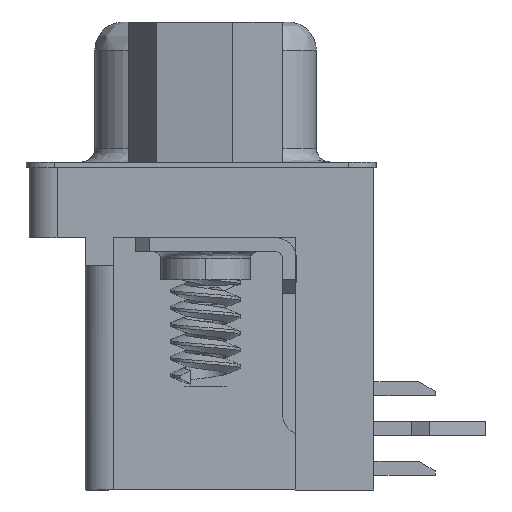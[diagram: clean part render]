
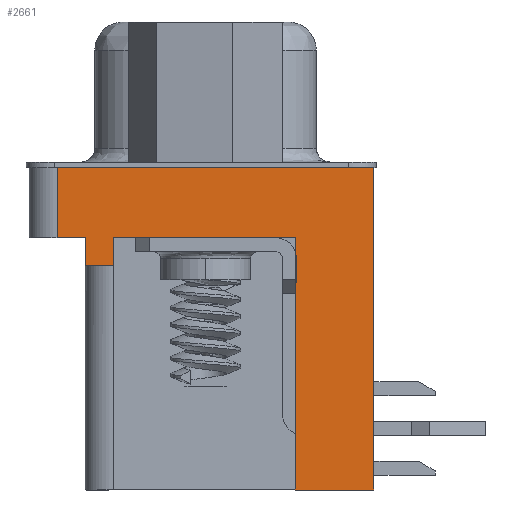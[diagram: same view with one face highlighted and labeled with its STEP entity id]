
A CAD part, left-side view. The second image highlights one B-rep face of the part: STEP entity #2661.
In plain terms, the highlighted planar face has unit normal (-1, 0, 0).
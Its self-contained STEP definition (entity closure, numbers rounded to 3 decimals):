
#2054 = VERTEX_POINT ( 'NONE', #13320 ) ;
#2206 = CARTESIAN_POINT ( 'NONE',  ( -15.15, 4.15, -2.7 ) ) ;
#2661 = ADVANCED_FACE ( 'NONE', ( #24911 ), #3792, .T. ) ;
#2696 = VECTOR ( 'NONE', #11178, 1000. ) ;
#3213 = CARTESIAN_POINT ( 'NONE',  ( -15.15, 5.15, -0.2 ) ) ;
#3509 = CARTESIAN_POINT ( 'NONE',  ( -15.15, -6.15, -11.7 ) ) ;
#3559 = EDGE_CURVE ( 'NONE', #23551, #2054, #21050, .T. ) ;
#3792 = PLANE ( 'NONE',  #33062 ) ;
#3816 = CARTESIAN_POINT ( 'NONE',  ( -15.15, 5.15, -2.7 ) ) ;
#3854 = LINE ( 'NONE', #32249, #20863 ) ;
#5580 = VERTEX_POINT ( 'NONE', #21549 ) ;
#6079 = VECTOR ( 'NONE', #33116, 1000. ) ;
#7302 = EDGE_CURVE ( 'NONE', #20422, #23362, #36032, .T. ) ;
#7811 = EDGE_LOOP ( 'NONE', ( #32684, #34259, #33975, #9134, #23301, #20901, #29552, #35676, #20162, #27707, #19237 ) ) ;
#8474 = VERTEX_POINT ( 'NONE', #20645 ) ;
#8888 = CARTESIAN_POINT ( 'NONE',  ( -15.15, 5.25, -0.2 ) ) ;
#9114 = LINE ( 'NONE', #30288, #6079 ) ;
#9134 = ORIENTED_EDGE ( 'NONE', *, *, #7302, .T. ) ;
#9383 = DIRECTION ( 'NONE',  ( 0., 1., 0. ) ) ;
#9501 = CARTESIAN_POINT ( 'NONE',  ( -15.15, 3.15, -3.7 ) ) ;
#10063 = VECTOR ( 'NONE', #18922, 1000. ) ;
#10073 = LINE ( 'NONE', #27796, #2696 ) ;
#10170 = VECTOR ( 'NONE', #24619, 1000. ) ;
#10968 = DIRECTION ( 'NONE',  ( 0., 0., -1. ) ) ;
#11178 = DIRECTION ( 'NONE',  ( 0., 0., -1. ) ) ;
#11385 = LINE ( 'NONE', #16113, #10063 ) ;
#11662 = VECTOR ( 'NONE', #19886, 1000. ) ;
#11936 = EDGE_CURVE ( 'NONE', #29165, #8474, #9114, .T. ) ;
#12217 = LINE ( 'NONE', #12766, #35873 ) ;
#12416 = EDGE_CURVE ( 'NONE', #25379, #21275, #26519, .T. ) ;
#12551 = EDGE_CURVE ( 'NONE', #23362, #5580, #20845, .T. ) ;
#12719 = VERTEX_POINT ( 'NONE', #3509 ) ;
#12766 = CARTESIAN_POINT ( 'NONE',  ( -15.15, -6.15, -2.7 ) ) ;
#13320 = CARTESIAN_POINT ( 'NONE',  ( -15.15, 3.15, -2.7 ) ) ;
#14748 = CARTESIAN_POINT ( 'NONE',  ( -15.15, -5.686, -0.2 ) ) ;
#15795 = VERTEX_POINT ( 'NONE', #3816 ) ;
#15865 = LINE ( 'NONE', #27294, #10170 ) ;
#16113 = CARTESIAN_POINT ( 'NONE',  ( -15.15, 5.15, -2.7 ) ) ;
#17518 = EDGE_CURVE ( 'NONE', #8474, #12719, #3854, .T. ) ;
#18741 = LINE ( 'NONE', #9501, #25321 ) ;
#18860 = EDGE_CURVE ( 'NONE', #15795, #25379, #11385, .T. ) ;
#18922 = DIRECTION ( 'NONE',  ( 0., -1., 0. ) ) ;
#19237 = ORIENTED_EDGE ( 'NONE', *, *, #22783, .T. ) ;
#19361 = EDGE_CURVE ( 'NONE', #20422, #12719, #12217, .T. ) ;
#19886 = DIRECTION ( 'NONE',  ( 0., 1., 0. ) ) ;
#20162 = ORIENTED_EDGE ( 'NONE', *, *, #35609, .F. ) ;
#20422 = VERTEX_POINT ( 'NONE', #21531 ) ;
#20619 = CARTESIAN_POINT ( 'NONE',  ( -15.15, 3.15, -3.7 ) ) ;
#20645 = CARTESIAN_POINT ( 'NONE',  ( -15.15, -3.35, -11.7 ) ) ;
#20845 = LINE ( 'NONE', #8888, #11662 ) ;
#20863 = VECTOR ( 'NONE', #23444, 1000. ) ;
#20870 = DIRECTION ( 'NONE',  ( -1., 0., 0. ) ) ;
#20901 = ORIENTED_EDGE ( 'NONE', *, *, #29559, .T. ) ;
#21050 = LINE ( 'NONE', #28608, #33332 ) ;
#21275 = VERTEX_POINT ( 'NONE', #26804 ) ;
#21531 = CARTESIAN_POINT ( 'NONE',  ( -15.15, -6.15, -0.2 ) ) ;
#21549 = CARTESIAN_POINT ( 'NONE',  ( -15.15, 5.15, -0.2 ) ) ;
#22526 = DIRECTION ( 'NONE',  ( 0., 1., 0. ) ) ;
#22783 = EDGE_CURVE ( 'NONE', #2054, #29165, #15865, .T. ) ;
#23301 = ORIENTED_EDGE ( 'NONE', *, *, #12551, .T. ) ;
#23362 = VERTEX_POINT ( 'NONE', #14748 ) ;
#23444 = DIRECTION ( 'NONE',  ( 0., -1., 0. ) ) ;
#23551 = VERTEX_POINT ( 'NONE', #20619 ) ;
#24022 = DIRECTION ( 'NONE',  ( 0., 0., -1. ) ) ;
#24619 = DIRECTION ( 'NONE',  ( 0., -1., 0. ) ) ;
#24911 = FACE_OUTER_BOUND ( 'NONE', #7811, .T. ) ;
#25321 = VECTOR ( 'NONE', #9383, 1000. ) ;
#25379 = VERTEX_POINT ( 'NONE', #2206 ) ;
#26486 = DIRECTION ( 'NONE',  ( 0., -1., 0. ) ) ;
#26519 = LINE ( 'NONE', #30403, #33593 ) ;
#26804 = CARTESIAN_POINT ( 'NONE',  ( -15.15, 4.15, -3.7 ) ) ;
#27294 = CARTESIAN_POINT ( 'NONE',  ( -15.15, 5.15, -2.7 ) ) ;
#27707 = ORIENTED_EDGE ( 'NONE', *, *, #3559, .T. ) ;
#27796 = CARTESIAN_POINT ( 'NONE',  ( -15.15, 5.15, -2.7 ) ) ;
#28608 = CARTESIAN_POINT ( 'NONE',  ( -15.15, 3.15, -3.7 ) ) ;
#29165 = VERTEX_POINT ( 'NONE', #33381 ) ;
#29311 = CARTESIAN_POINT ( 'NONE',  ( -15.15, 5.15, -2.7 ) ) ;
#29552 = ORIENTED_EDGE ( 'NONE', *, *, #18860, .T. ) ;
#29559 = EDGE_CURVE ( 'NONE', #5580, #15795, #10073, .T. ) ;
#30288 = CARTESIAN_POINT ( 'NONE',  ( -15.15, -3.35, -2.7 ) ) ;
#30403 = CARTESIAN_POINT ( 'NONE',  ( -15.15, 4.15, -11.7 ) ) ;
#32249 = CARTESIAN_POINT ( 'NONE',  ( -15.15, 5.15, -11.7 ) ) ;
#32684 = ORIENTED_EDGE ( 'NONE', *, *, #11936, .T. ) ;
#33062 = AXIS2_PLACEMENT_3D ( 'NONE', #29311, #20870, #26486 ) ;
#33116 = DIRECTION ( 'NONE',  ( 0., 0., -1. ) ) ;
#33332 = VECTOR ( 'NONE', #34263, 1000. ) ;
#33381 = CARTESIAN_POINT ( 'NONE',  ( -15.15, -3.35, -2.7 ) ) ;
#33385 = VECTOR ( 'NONE', #22526, 1000. ) ;
#33593 = VECTOR ( 'NONE', #10968, 1000. ) ;
#33975 = ORIENTED_EDGE ( 'NONE', *, *, #19361, .F. ) ;
#34259 = ORIENTED_EDGE ( 'NONE', *, *, #17518, .T. ) ;
#34263 = DIRECTION ( 'NONE',  ( 0., 0., 1. ) ) ;
#35609 = EDGE_CURVE ( 'NONE', #23551, #21275, #18741, .T. ) ;
#35676 = ORIENTED_EDGE ( 'NONE', *, *, #12416, .T. ) ;
#35873 = VECTOR ( 'NONE', #24022, 1000. ) ;
#36032 = LINE ( 'NONE', #3213, #33385 ) ;
